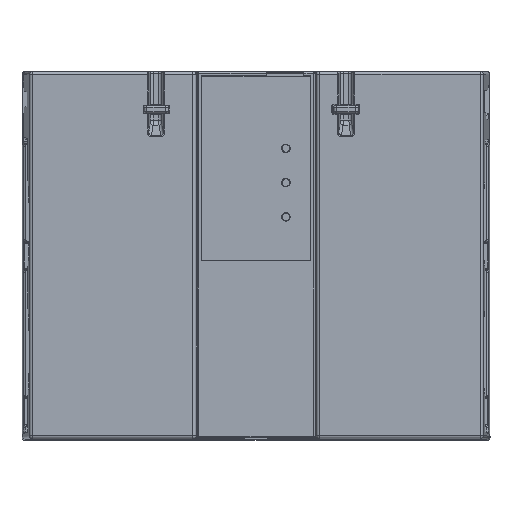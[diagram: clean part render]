
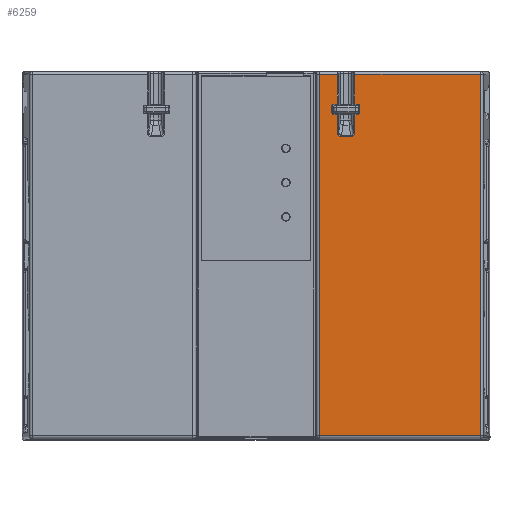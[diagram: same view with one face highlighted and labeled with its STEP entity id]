
A CAD part, top view. The second image highlights one B-rep face of the part: STEP entity #6259.
In plain terms, the highlighted planar face has unit normal (0, 0, 1).
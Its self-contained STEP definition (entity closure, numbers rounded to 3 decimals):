
#1958=ELLIPSE('',#45209,1.704,1.5);
#1959=ELLIPSE('',#45210,1.704,1.5);
#6259=ADVANCED_FACE('',(#8654),#7275,.F.);
#7275=PLANE('',#45213);
#8654=FACE_OUTER_BOUND('',#10555,.T.);
#10555=EDGE_LOOP('',(#26004,#26005,#26006,#26007,#26008,#26009,#26010,#26011,
#26012,#26013,#26014,#26015,#26016,#26017,#26018,#26019,#26020,#26021,#26022,
#26023,#26024,#26025));
#13969=LINE('',#79607,#17848);
#13970=LINE('',#79610,#17849);
#13971=LINE('',#79612,#17850);
#13972=LINE('',#79616,#17851);
#13973=LINE('',#79620,#17852);
#13974=LINE('',#79622,#17853);
#13975=LINE('',#79626,#17854);
#13976=LINE('',#79630,#17855);
#13977=LINE('',#79632,#17856);
#13978=LINE('',#79636,#17857);
#13979=LINE('',#79640,#17858);
#13980=LINE('',#79642,#17859);
#13981=LINE('',#79644,#17860);
#13982=LINE('',#79646,#17861);
#13983=LINE('',#79648,#17862);
#13984=LINE('',#79650,#17863);
#17848=VECTOR('',#54235,1.);
#17849=VECTOR('',#54236,1.);
#17850=VECTOR('',#54237,1.);
#17851=VECTOR('',#54240,1.);
#17852=VECTOR('',#54243,1.);
#17853=VECTOR('',#54244,1.);
#17854=VECTOR('',#54247,1.);
#17855=VECTOR('',#54250,1.);
#17856=VECTOR('',#54251,1.);
#17857=VECTOR('',#54254,1.);
#17858=VECTOR('',#54257,1.);
#17859=VECTOR('',#54258,1.);
#17860=VECTOR('',#54259,1.);
#17861=VECTOR('',#54260,1.);
#17862=VECTOR('',#54261,1.);
#17863=VECTOR('',#54262,1.);
#26004=ORIENTED_EDGE('',*,*,#39086,.T.);
#26005=ORIENTED_EDGE('',*,*,#39087,.T.);
#26006=ORIENTED_EDGE('',*,*,#39088,.F.);
#26007=ORIENTED_EDGE('',*,*,#39089,.T.);
#26008=ORIENTED_EDGE('',*,*,#39090,.F.);
#26009=ORIENTED_EDGE('',*,*,#39091,.T.);
#26010=ORIENTED_EDGE('',*,*,#39092,.F.);
#26011=ORIENTED_EDGE('',*,*,#39093,.T.);
#26012=ORIENTED_EDGE('',*,*,#39094,.T.);
#26013=ORIENTED_EDGE('',*,*,#39095,.T.);
#26014=ORIENTED_EDGE('',*,*,#39096,.T.);
#26015=ORIENTED_EDGE('',*,*,#39097,.T.);
#26016=ORIENTED_EDGE('',*,*,#39098,.F.);
#26017=ORIENTED_EDGE('',*,*,#39099,.T.);
#26018=ORIENTED_EDGE('',*,*,#39100,.F.);
#26019=ORIENTED_EDGE('',*,*,#39101,.T.);
#26020=ORIENTED_EDGE('',*,*,#39102,.F.);
#26021=ORIENTED_EDGE('',*,*,#39103,.T.);
#26022=ORIENTED_EDGE('',*,*,#39104,.T.);
#26023=ORIENTED_EDGE('',*,*,#39105,.T.);
#26024=ORIENTED_EDGE('',*,*,#39106,.T.);
#26025=ORIENTED_EDGE('',*,*,#39107,.T.);
#32796=VERTEX_POINT('',#79608);
#32797=VERTEX_POINT('',#79609);
#32798=VERTEX_POINT('',#79611);
#32799=VERTEX_POINT('',#79613);
#32800=VERTEX_POINT('',#79615);
#32801=VERTEX_POINT('',#79617);
#32802=VERTEX_POINT('',#79619);
#32803=VERTEX_POINT('',#79621);
#32804=VERTEX_POINT('',#79623);
#32805=VERTEX_POINT('',#79625);
#32806=VERTEX_POINT('',#79627);
#32807=VERTEX_POINT('',#79629);
#32808=VERTEX_POINT('',#79631);
#32809=VERTEX_POINT('',#79633);
#32810=VERTEX_POINT('',#79635);
#32811=VERTEX_POINT('',#79637);
#32812=VERTEX_POINT('',#79639);
#32813=VERTEX_POINT('',#79641);
#32814=VERTEX_POINT('',#79643);
#32815=VERTEX_POINT('',#79645);
#32816=VERTEX_POINT('',#79647);
#32817=VERTEX_POINT('',#79649);
#39086=EDGE_CURVE('',#32796,#32797,#13969,.T.);
#39087=EDGE_CURVE('',#32797,#32798,#13970,.T.);
#39088=EDGE_CURVE('',#32799,#32798,#13971,.T.);
#39089=EDGE_CURVE('',#32799,#32800,#41780,.T.);
#39090=EDGE_CURVE('',#32801,#32800,#13972,.T.);
#39091=EDGE_CURVE('',#32801,#32802,#41781,.T.);
#39092=EDGE_CURVE('',#32803,#32802,#13973,.T.);
#39093=EDGE_CURVE('',#32803,#32804,#13974,.T.);
#39094=EDGE_CURVE('',#32804,#32805,#1958,.T.);
#39095=EDGE_CURVE('',#32805,#32806,#13975,.T.);
#39096=EDGE_CURVE('',#32806,#32807,#1959,.T.);
#39097=EDGE_CURVE('',#32807,#32808,#13976,.T.);
#39098=EDGE_CURVE('',#32809,#32808,#13977,.T.);
#39099=EDGE_CURVE('',#32809,#32810,#41782,.T.);
#39100=EDGE_CURVE('',#32811,#32810,#13978,.T.);
#39101=EDGE_CURVE('',#32811,#32812,#41783,.T.);
#39102=EDGE_CURVE('',#32813,#32812,#13979,.T.);
#39103=EDGE_CURVE('',#32813,#32814,#13980,.T.);
#39104=EDGE_CURVE('',#32814,#32815,#13981,.T.);
#39105=EDGE_CURVE('',#32815,#32816,#13982,.T.);
#39106=EDGE_CURVE('',#32816,#32817,#13983,.T.);
#39107=EDGE_CURVE('',#32817,#32796,#13984,.T.);
#41780=CIRCLE('',#45207,0.719);
#41781=CIRCLE('',#45208,0.719);
#41782=CIRCLE('',#45211,0.719);
#41783=CIRCLE('',#45212,0.719);
#45207=AXIS2_PLACEMENT_3D('',#79614,#54238,#54239);
#45208=AXIS2_PLACEMENT_3D('',#79618,#54241,#54242);
#45209=AXIS2_PLACEMENT_3D('',#79624,#54245,#54246);
#45210=AXIS2_PLACEMENT_3D('',#79628,#54248,#54249);
#45211=AXIS2_PLACEMENT_3D('',#79634,#54252,#54253);
#45212=AXIS2_PLACEMENT_3D('',#79638,#54255,#54256);
#45213=AXIS2_PLACEMENT_3D('',#79651,#54263,#54264);
#54235=DIRECTION('',(-1.,0.,0.));
#54236=DIRECTION('',(0.,-1.,0.));
#54237=DIRECTION('',(-1.,0.,0.));
#54238=DIRECTION('',(0.,0.,-1.));
#54239=DIRECTION('',(0.,1.,0.));
#54240=DIRECTION('',(0.,1.,0.));
#54241=DIRECTION('',(0.,0.,-1.));
#54242=DIRECTION('',(0.,1.,0.));
#54243=DIRECTION('',(1.,0.,0.));
#54244=DIRECTION('',(0.,-1.,0.));
#54245=DIRECTION('',(0.,0.,-1.));
#54246=DIRECTION('',(-0.162,0.987,0.));
#54247=DIRECTION('',(-1.,0.,0.));
#54248=DIRECTION('',(0.,0.,-1.));
#54249=DIRECTION('',(0.162,0.987,0.));
#54250=DIRECTION('',(0.,1.,0.));
#54251=DIRECTION('',(1.,0.,0.));
#54252=DIRECTION('',(0.,0.,-1.));
#54253=DIRECTION('',(0.,1.,0.));
#54254=DIRECTION('',(0.,-1.,0.));
#54255=DIRECTION('',(0.,0.,-1.));
#54256=DIRECTION('',(0.,1.,0.));
#54257=DIRECTION('',(-1.,0.,0.));
#54258=DIRECTION('',(0.,1.,0.));
#54259=DIRECTION('',(-1.,0.,0.));
#54260=DIRECTION('',(0.,-1.,0.));
#54261=DIRECTION('',(1.,0.,0.));
#54262=DIRECTION('',(0.,1.,0.));
#54263=DIRECTION('',(0.,0.,-1.));
#54264=DIRECTION('',(0.,1.,0.));
#79607=CARTESIAN_POINT('',(84.633,67.017,67.694));
#79608=CARTESIAN_POINT('',(78.646,67.017,67.694));
#79609=CARTESIAN_POINT('',(34.688,67.017,67.694));
#79610=CARTESIAN_POINT('',(34.688,-56.433,67.694));
#79611=CARTESIAN_POINT('',(34.688,56.588,67.694));
#79612=CARTESIAN_POINT('',(84.633,56.588,67.694));
#79613=CARTESIAN_POINT('',(35.629,56.588,67.694));
#79614=CARTESIAN_POINT('',(35.629,55.869,67.694));
#79615=CARTESIAN_POINT('',(36.348,55.869,67.694));
#79616=CARTESIAN_POINT('',(36.348,-56.433,67.694));
#79617=CARTESIAN_POINT('',(36.348,53.668,67.694));
#79618=CARTESIAN_POINT('',(35.63,53.668,67.694));
#79619=CARTESIAN_POINT('',(35.63,52.949,67.694));
#79620=CARTESIAN_POINT('',(84.633,52.949,67.694));
#79621=CARTESIAN_POINT('',(34.688,52.949,67.694));
#79622=CARTESIAN_POINT('',(34.688,51.095,67.694));
#79623=CARTESIAN_POINT('',(34.688,46.848,67.694));
#79624=CARTESIAN_POINT('',(33.182,46.917,67.694));
#79625=CARTESIAN_POINT('',(33.244,45.219,67.694));
#79626=CARTESIAN_POINT('',(84.633,45.219,67.694));
#79627=CARTESIAN_POINT('',(29.964,45.219,67.694));
#79628=CARTESIAN_POINT('',(30.026,46.917,67.694));
#79629=CARTESIAN_POINT('',(28.52,46.848,67.694));
#79630=CARTESIAN_POINT('',(28.52,-56.433,67.694));
#79631=CARTESIAN_POINT('',(28.52,52.949,67.694));
#79632=CARTESIAN_POINT('',(84.633,52.949,67.694));
#79633=CARTESIAN_POINT('',(27.33,52.949,67.694));
#79634=CARTESIAN_POINT('',(27.33,53.668,67.694));
#79635=CARTESIAN_POINT('',(26.611,53.668,67.694));
#79636=CARTESIAN_POINT('',(26.611,-56.433,67.694));
#79637=CARTESIAN_POINT('',(26.611,55.87,67.694));
#79638=CARTESIAN_POINT('',(27.33,55.87,67.694));
#79639=CARTESIAN_POINT('',(27.33,56.588,67.694));
#79640=CARTESIAN_POINT('',(84.633,56.588,67.694));
#79641=CARTESIAN_POINT('',(28.52,56.588,67.694));
#79642=CARTESIAN_POINT('',(28.52,-56.433,67.694));
#79643=CARTESIAN_POINT('',(28.52,67.017,67.694));
#79644=CARTESIAN_POINT('',(84.633,67.017,67.694));
#79645=CARTESIAN_POINT('',(22.091,67.017,67.694));
#79646=CARTESIAN_POINT('',(22.091,-56.433,67.694));
#79647=CARTESIAN_POINT('',(22.091,-59.683,67.694));
#79648=CARTESIAN_POINT('',(84.633,-59.683,67.694));
#79649=CARTESIAN_POINT('',(78.646,-59.683,67.694));
#79650=CARTESIAN_POINT('',(78.646,-56.433,67.694));
#79651=CARTESIAN_POINT('',(84.633,-56.433,67.694));
